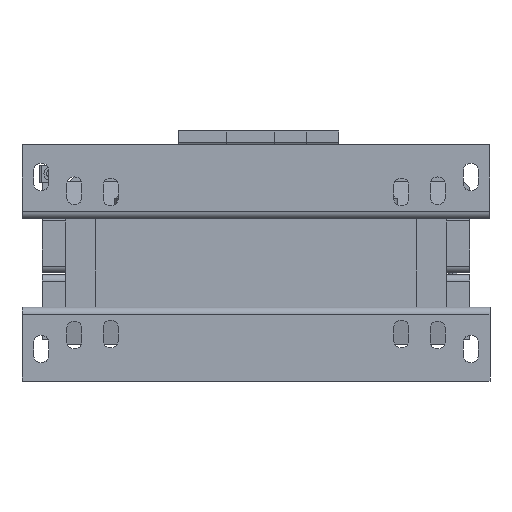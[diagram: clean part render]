
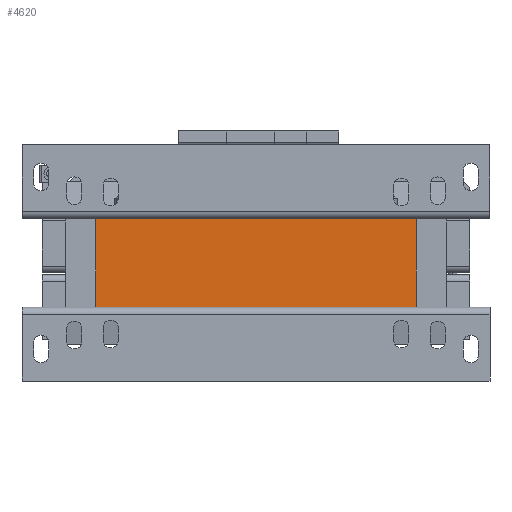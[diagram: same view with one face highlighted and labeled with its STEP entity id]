
A CAD part, front view. The second image highlights one B-rep face of the part: STEP entity #4620.
In plain terms, the highlighted planar face has unit normal (0, -1, 0).
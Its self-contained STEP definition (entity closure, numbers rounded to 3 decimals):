
#348 = VECTOR ( 'NONE', #9333, 1000. ) ;
#359 = EDGE_CURVE ( 'NONE', #4804, #11060, #16855, .T. ) ;
#457 = CARTESIAN_POINT ( 'NONE',  ( 75., -75.001, -20.75 ) ) ;
#531 = CARTESIAN_POINT ( 'NONE',  ( -75., -75.001, 20.75 ) ) ;
#1302 = LINE ( 'NONE', #16915, #348 ) ;
#2804 = EDGE_LOOP ( 'NONE', ( #5511, #7472, #16386, #13471 ) ) ;
#2998 = VECTOR ( 'NONE', #8631, 1000. ) ;
#4620 = ADVANCED_FACE ( 'NONE', ( #13054 ), #16761, .F. ) ;
#4804 = VERTEX_POINT ( 'NONE', #10423 ) ;
#5173 = VECTOR ( 'NONE', #9564, 1000. ) ;
#5511 = ORIENTED_EDGE ( 'NONE', *, *, #359, .T. ) ;
#5798 = DIRECTION ( 'NONE',  ( 1., 0., 0. ) ) ;
#5899 = VECTOR ( 'NONE', #5798, 1000. ) ;
#7086 = VERTEX_POINT ( 'NONE', #19108 ) ;
#7273 = CARTESIAN_POINT ( 'NONE',  ( -75., -75.001, -20.75 ) ) ;
#7472 = ORIENTED_EDGE ( 'NONE', *, *, #18957, .F. ) ;
#8631 = DIRECTION ( 'NONE',  ( 0., 0., -1. ) ) ;
#8903 = CARTESIAN_POINT ( 'NONE',  ( -75., -75.001, 20.75 ) ) ;
#9333 = DIRECTION ( 'NONE',  ( 1., 0., 0. ) ) ;
#9564 = DIRECTION ( 'NONE',  ( 0., 0., -1. ) ) ;
#10423 = CARTESIAN_POINT ( 'NONE',  ( -75., -75.001, -20.75 ) ) ;
#10712 = CARTESIAN_POINT ( 'NONE',  ( -75., -75.001, 20.75 ) ) ;
#11060 = VERTEX_POINT ( 'NONE', #457 ) ;
#11883 = AXIS2_PLACEMENT_3D ( 'NONE', #10712, #12247, #12312 ) ;
#12247 = DIRECTION ( 'NONE',  ( 0., 1., 0. ) ) ;
#12312 = DIRECTION ( 'NONE',  ( 0., 0., 1. ) ) ;
#12556 = EDGE_CURVE ( 'NONE', #18459, #7086, #1302, .T. ) ;
#13054 = FACE_OUTER_BOUND ( 'NONE', #2804, .T. ) ;
#13278 = LINE ( 'NONE', #531, #5173 ) ;
#13471 = ORIENTED_EDGE ( 'NONE', *, *, #19299, .T. ) ;
#16386 = ORIENTED_EDGE ( 'NONE', *, *, #12556, .F. ) ;
#16761 = PLANE ( 'NONE',  #11883 ) ;
#16855 = LINE ( 'NONE', #7273, #5899 ) ;
#16915 = CARTESIAN_POINT ( 'NONE',  ( -75., -75.001, 20.75 ) ) ;
#17861 = CARTESIAN_POINT ( 'NONE',  ( 75., -75.001, 20.75 ) ) ;
#18459 = VERTEX_POINT ( 'NONE', #8903 ) ;
#18723 = LINE ( 'NONE', #17861, #2998 ) ;
#18957 = EDGE_CURVE ( 'NONE', #7086, #11060, #18723, .T. ) ;
#19108 = CARTESIAN_POINT ( 'NONE',  ( 75., -75.001, 20.75 ) ) ;
#19299 = EDGE_CURVE ( 'NONE', #18459, #4804, #13278, .T. ) ;
